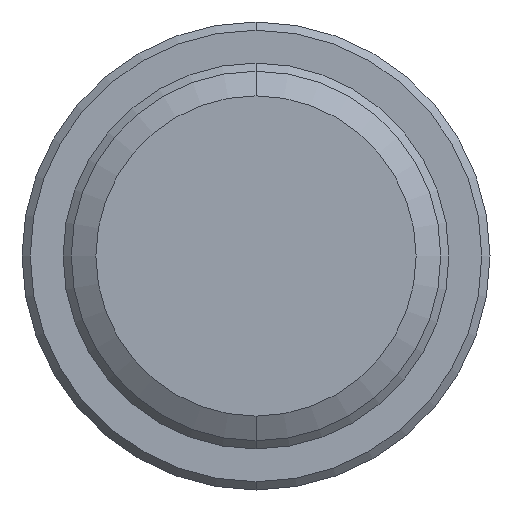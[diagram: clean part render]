
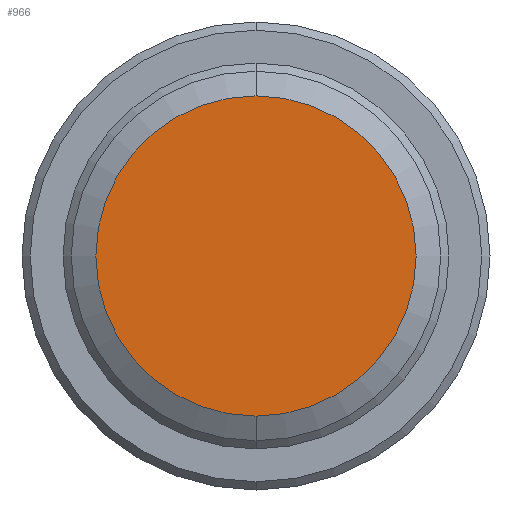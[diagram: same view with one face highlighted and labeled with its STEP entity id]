
A CAD part, front view. The second image highlights one B-rep face of the part: STEP entity #966.
In plain terms, the highlighted planar face has unit normal (0, -1, 0).
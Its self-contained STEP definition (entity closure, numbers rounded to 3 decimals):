
#38 = CARTESIAN_POINT ( 'NONE',  ( 0., -76.5, 0. ) ) ;
#179 = CARTESIAN_POINT ( 'NONE',  ( 0., -76.5, -19.5 ) ) ;
#305 = AXIS2_PLACEMENT_3D ( 'NONE', #38, #627, #644 ) ;
#335 = CARTESIAN_POINT ( 'NONE',  ( 0., -76.5, 0. ) ) ;
#363 = DIRECTION ( 'NONE',  ( 0., -1., 0. ) ) ;
#367 = VERTEX_POINT ( 'NONE', #179 ) ;
#368 = AXIS2_PLACEMENT_3D ( 'NONE', #460, #616, #1030 ) ;
#429 = DIRECTION ( 'NONE',  ( 0., 0., 1. ) ) ;
#460 = CARTESIAN_POINT ( 'NONE',  ( 22.5, -76.5, 0. ) ) ;
#519 = ORIENTED_EDGE ( 'NONE', *, *, #994, .T. ) ;
#616 = DIRECTION ( 'NONE',  ( 0., 1., 0. ) ) ;
#627 = DIRECTION ( 'NONE',  ( 0., -1., 0. ) ) ;
#644 = DIRECTION ( 'NONE',  ( 0., 0., 1. ) ) ;
#718 = CIRCLE ( 'NONE', #305, 19.5 ) ;
#745 = FACE_OUTER_BOUND ( 'NONE', #768, .T. ) ;
#746 = CARTESIAN_POINT ( 'NONE',  ( 0., -76.5, 19.5 ) ) ;
#760 = EDGE_CURVE ( 'NONE', #367, #847, #1040, .T. ) ;
#768 = EDGE_LOOP ( 'NONE', ( #519, #826 ) ) ;
#786 = PLANE ( 'NONE',  #368 ) ;
#826 = ORIENTED_EDGE ( 'NONE', *, *, #760, .T. ) ;
#831 = AXIS2_PLACEMENT_3D ( 'NONE', #335, #363, #429 ) ;
#847 = VERTEX_POINT ( 'NONE', #746 ) ;
#966 = ADVANCED_FACE ( 'NONE', ( #745 ), #786, .F. ) ;
#994 = EDGE_CURVE ( 'NONE', #847, #367, #718, .T. ) ;
#1030 = DIRECTION ( 'NONE',  ( 0., 0., 1. ) ) ;
#1040 = CIRCLE ( 'NONE', #831, 19.5 ) ;
